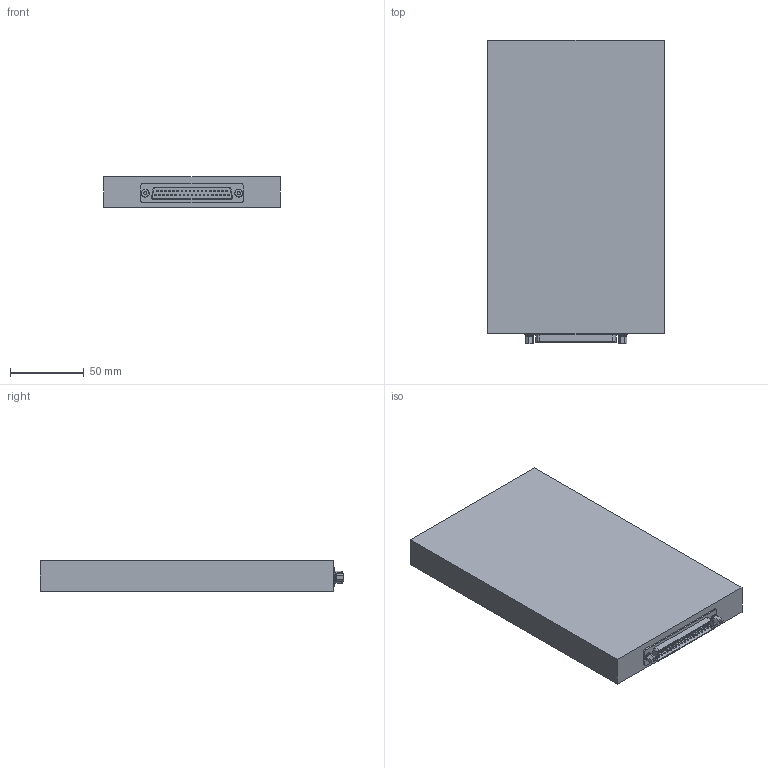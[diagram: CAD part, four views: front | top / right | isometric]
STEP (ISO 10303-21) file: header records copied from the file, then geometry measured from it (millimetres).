
FILE_DESCRIPTION(/* description */ ('Unknown'),/* implementation_level */ '2;1');
FILE_NAME(/* name */ 'M635001',/* time_stamp */ '2020-04-09T16:28:40-04:00',/* author */ ('Unknown'),/* organization */ ('Unknown'),/* preprocessor_version */ 'ST-DEVELOPER v16.7',/* originating_system */ 'DEX',/* authorisation */ $);
FILE_SCHEMA (('CONFIG_CONTROL_DESIGN'));
Length unit declared in the file: millimetre
Products named in the file (7): M635001; MAIN BODY; D-TYPE37P; P001-19; MS35338-134; NAS620C4
Assembly tree (7 placements, depth 3):
  M635001
    MAIN BODY
    D-TYPE37P
    P001-19  x2
      P001-19
      MS35338-134
      NAS620C4
Bounding box: 119.89 x 206.62 x 20.57 mm (x, y, z)
Volume: 494581.5 mm3; surface area: 66362.7 mm2
Topology: 8 solids, 8 shells, 266 faces, 638 edges, 394 vertices
Faces by surface type: cylinder 119, plane 95, sphere 37, torus 8, cone 7
Full cylindrical faces by diameter (mm): 1 x74, 2.156 x2, 2.382 x2, 2.647 x7, 2.92 x2, 3.05 x2, 5.309 x2
Entity records: 7293 total; most frequent: DIRECTION 1070, CARTESIAN_POINT 869, ORIENTED_EDGE 672, AXIS2_PLACEMENT_3D 482, FACE_BOUND 429, EDGE_LOOP 422, EDGE_CURVE 336, VERTEX_POINT 281
